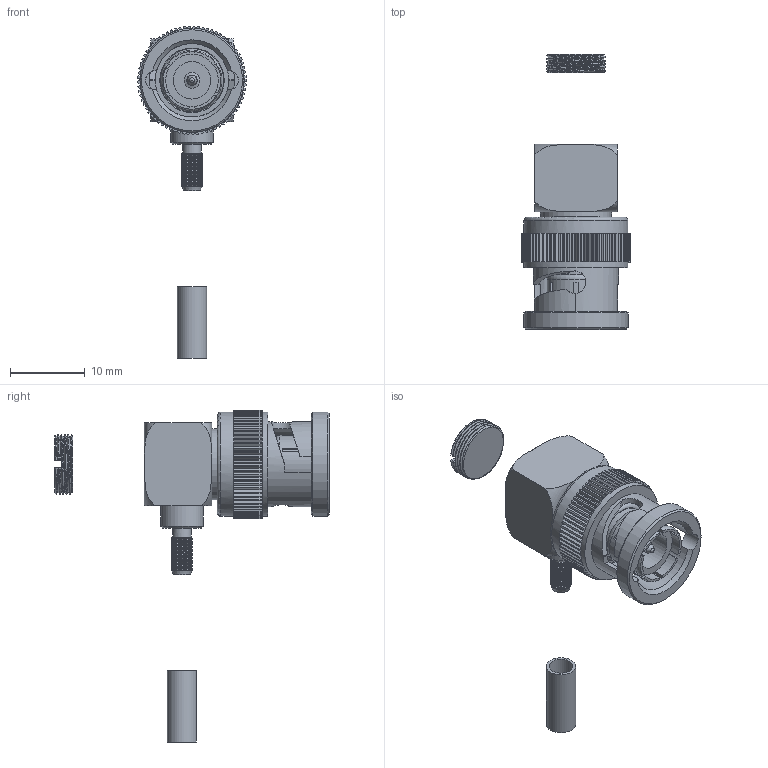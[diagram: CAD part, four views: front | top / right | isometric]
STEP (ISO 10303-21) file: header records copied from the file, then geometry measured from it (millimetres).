
FILE_DESCRIPTION(/* description */ ('Unknown'),/* implementation_level */ '2;1');
FILE_NAME(/* name */ '60736022210320',/* time_stamp */ '2023-05-22T16:18:19+02:00',/* author */ ('Unknown'),/* organization */ ('Unknown'),/* preprocessor_version */ 'ST-DEVELOPER v18.102',/* originating_system */ 'Solid Edge',/* authorisation */ 'Unknown');
FILE_SCHEMA (('AUTOMOTIVE_DESIGN {1 0 10303 214 3 1 1}'));
Products named in the file (1): 60736022210320
Bounding box: 14.5 x 36.7 x 44.32 mm (x, y, z)
Volume: 2453.2 mm3; surface area: 3153.3 mm2
Topology: 3 solids, 3 shells, 3475 faces, 7108 edges, 3654 vertices
Faces by surface type: bspline 2315, cylinder 726, plane 407, torus 14, cone 13
Full cylindrical faces by diameter (mm): 1.35 x1, 1.7 x1, 1.8 x1, 2.1 x1, 2.5 x2, 3.2 x1, 3.9 x1, 5 x1, 5.35 x1, 5.7 x2, 7.3 x1, 7.7 x1, 8.4 x1, 9.5 x1, 9.8 x1, 11.35 x1, 12.8 x1, 13.9 x3
Entity records: 151599 total; most frequent: CARTESIAN_POINT 80283, ORIENTED_EDGE 14088, EDGE_CURVE 7044, DIRECTION 3788, B_SPLINE_CURVE_WITH_KNOTS 3664, VERTEX_POINT 3630, EDGE_LOOP 3534, FACE_BOUND 3534
